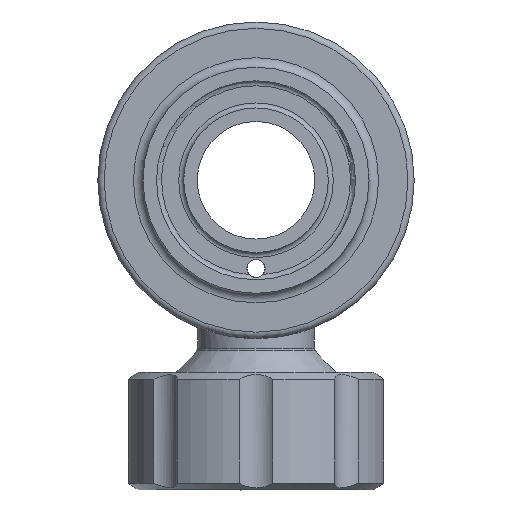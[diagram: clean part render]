
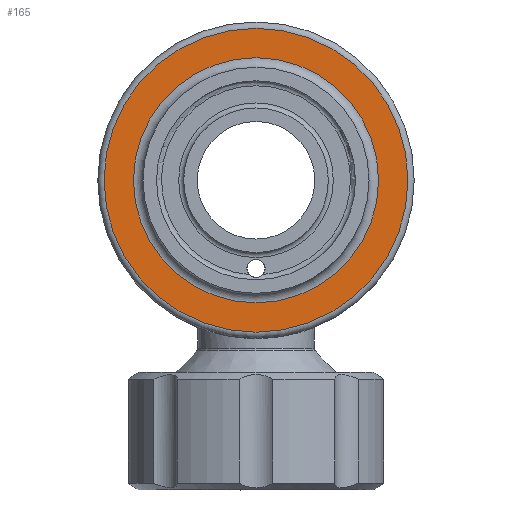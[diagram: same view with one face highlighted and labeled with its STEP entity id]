
A CAD part, left-side view. The second image highlights one B-rep face of the part: STEP entity #165.
In plain terms, the highlighted planar face has unit normal (-1, 0, 0).
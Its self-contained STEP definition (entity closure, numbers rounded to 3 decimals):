
#165 = ADVANCED_FACE( '', ( #364, #365 ), #366, .F. );
#364 = FACE_OUTER_BOUND( '', #567, .T. );
#365 = FACE_BOUND( '', #568, .T. );
#366 = PLANE( '', #569 );
#567 = EDGE_LOOP( '', ( #927 ) );
#568 = EDGE_LOOP( '', ( #928 ) );
#569 = AXIS2_PLACEMENT_3D( '', #929, #930, #931 );
#927 = ORIENTED_EDGE( '', *, *, #1090, .F. );
#928 = ORIENTED_EDGE( '', *, *, #1062, .T. );
#929 = CARTESIAN_POINT( '', ( -25., 0., 27.1 ) );
#930 = DIRECTION( '', ( 1., 0., 0. ) );
#931 = DIRECTION( '', ( 0., 0., -1. ) );
#1062 = EDGE_CURVE( '', #1248, #1248, #1249, .T. );
#1090 = EDGE_CURVE( '', #1291, #1291, #1292, .T. );
#1248 = VERTEX_POINT( '', #1840 );
#1249 = CIRCLE( '', #1841, 27.1 );
#1291 = VERTEX_POINT( '', #1989 );
#1292 = CIRCLE( '', #1990, 33.6 );
#1840 = CARTESIAN_POINT( '', ( -25., 0., -27.1 ) );
#1841 = AXIS2_PLACEMENT_3D( '', #2282, #2283, #2284 );
#1989 = CARTESIAN_POINT( '', ( -25., 0., -33.6 ) );
#1990 = AXIS2_PLACEMENT_3D( '', #2320, #2321, #2322 );
#2282 = CARTESIAN_POINT( '', ( -25., 0., 0. ) );
#2283 = DIRECTION( '', ( 1., 0., 0. ) );
#2284 = DIRECTION( '', ( 0., 0., -1. ) );
#2320 = CARTESIAN_POINT( '', ( -25., 0., 0. ) );
#2321 = DIRECTION( '', ( 1., 0., 0. ) );
#2322 = DIRECTION( '', ( 0., 0., -1. ) );
